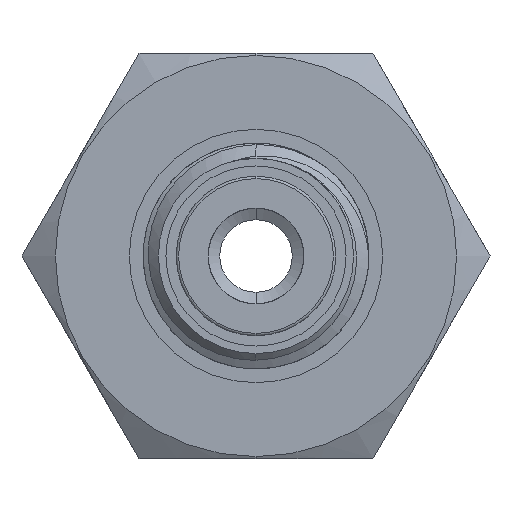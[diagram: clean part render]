
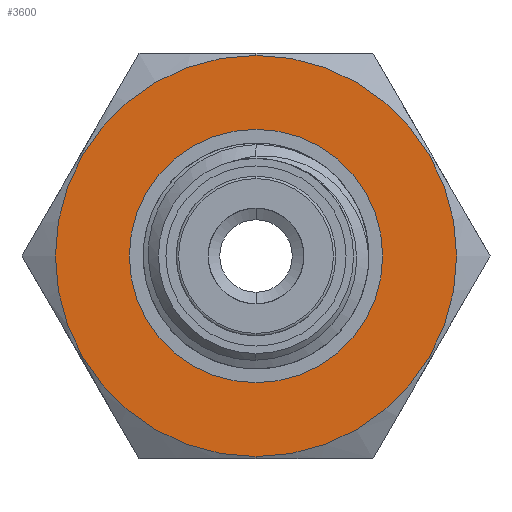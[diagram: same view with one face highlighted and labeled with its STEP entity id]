
A CAD part, left-side view. The second image highlights one B-rep face of the part: STEP entity #3600.
In plain terms, the highlighted planar face has unit normal (-1, 0, 0).
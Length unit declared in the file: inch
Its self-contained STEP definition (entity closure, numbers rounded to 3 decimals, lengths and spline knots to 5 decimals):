
#85 = AXIS2_PLACEMENT_3D ( 'NONE', #6259, #572, #2445 ) ;
#176 = CARTESIAN_POINT ( 'NONE',  ( -1.31, 0., -0.495 ) ) ;
#572 = DIRECTION ( 'NONE',  ( -1., 0., 0. ) ) ;
#673 = FACE_BOUND ( 'NONE', #2991, .T. ) ;
#772 = ORIENTED_EDGE ( 'NONE', *, *, #11106, .T. ) ;
#1484 = CARTESIAN_POINT ( 'NONE',  ( -1.31, 0., 0. ) ) ;
#1981 = AXIS2_PLACEMENT_3D ( 'NONE', #1484, #10910, #11687 ) ;
#2045 = CIRCLE ( 'NONE', #10843, 0.281 ) ;
#2049 = AXIS2_PLACEMENT_3D ( 'NONE', #11307, #12186, #9277 ) ;
#2445 = DIRECTION ( 'NONE',  ( 0., 0., 1. ) ) ;
#2781 = ORIENTED_EDGE ( 'NONE', *, *, #4301, .F. ) ;
#2991 = EDGE_LOOP ( 'NONE', ( #2781, #3953 ) ) ;
#3102 = VERTEX_POINT ( 'NONE', #6275 ) ;
#3600 = ADVANCED_FACE ( 'NONE', ( #6816, #673 ), #8930, .F. ) ;
#3869 = CIRCLE ( 'NONE', #2049, 0.495 ) ;
#3953 = ORIENTED_EDGE ( 'NONE', *, *, #5105, .F. ) ;
#4251 = CARTESIAN_POINT ( 'NONE',  ( -1.31, 0., 0. ) ) ;
#4301 = EDGE_CURVE ( 'NONE', #5451, #3102, #8026, .T. ) ;
#4600 = DIRECTION ( 'NONE',  ( 0., 0., 1. ) ) ;
#5105 = EDGE_CURVE ( 'NONE', #3102, #5451, #2045, .T. ) ;
#5152 = DIRECTION ( 'NONE',  ( -1., 0., 0. ) ) ;
#5220 = ORIENTED_EDGE ( 'NONE', *, *, #8016, .T. ) ;
#5451 = VERTEX_POINT ( 'NONE', #11747 ) ;
#5989 = VERTEX_POINT ( 'NONE', #176 ) ;
#6259 = CARTESIAN_POINT ( 'NONE',  ( -1.31, 0., 0. ) ) ;
#6275 = CARTESIAN_POINT ( 'NONE',  ( -1.31, 0., -0.281 ) ) ;
#6412 = CIRCLE ( 'NONE', #85, 0.495 ) ;
#6451 = DIRECTION ( 'NONE',  ( -1., 0., 0. ) ) ;
#6615 = AXIS2_PLACEMENT_3D ( 'NONE', #4251, #5152, #10935 ) ;
#6816 = FACE_OUTER_BOUND ( 'NONE', #7188, .T. ) ;
#7188 = EDGE_LOOP ( 'NONE', ( #5220, #772 ) ) ;
#7780 = CARTESIAN_POINT ( 'NONE',  ( -1.31, 0., 0.495 ) ) ;
#8016 = EDGE_CURVE ( 'NONE', #5989, #10545, #6412, .T. ) ;
#8026 = CIRCLE ( 'NONE', #6615, 0.281 ) ;
#8930 = PLANE ( 'NONE',  #1981 ) ;
#9277 = DIRECTION ( 'NONE',  ( 0., 0., 1. ) ) ;
#10545 = VERTEX_POINT ( 'NONE', #7780 ) ;
#10843 = AXIS2_PLACEMENT_3D ( 'NONE', #12136, #6451, #4600 ) ;
#10910 = DIRECTION ( 'NONE',  ( 1., 0., 0. ) ) ;
#10935 = DIRECTION ( 'NONE',  ( 0., 0., 1. ) ) ;
#11106 = EDGE_CURVE ( 'NONE', #10545, #5989, #3869, .T. ) ;
#11307 = CARTESIAN_POINT ( 'NONE',  ( -1.31, 0., 0. ) ) ;
#11687 = DIRECTION ( 'NONE',  ( 0., 0., -1. ) ) ;
#11747 = CARTESIAN_POINT ( 'NONE',  ( -1.31, 0., 0.281 ) ) ;
#12136 = CARTESIAN_POINT ( 'NONE',  ( -1.31, 0., 0. ) ) ;
#12186 = DIRECTION ( 'NONE',  ( -1., 0., 0. ) ) ;
